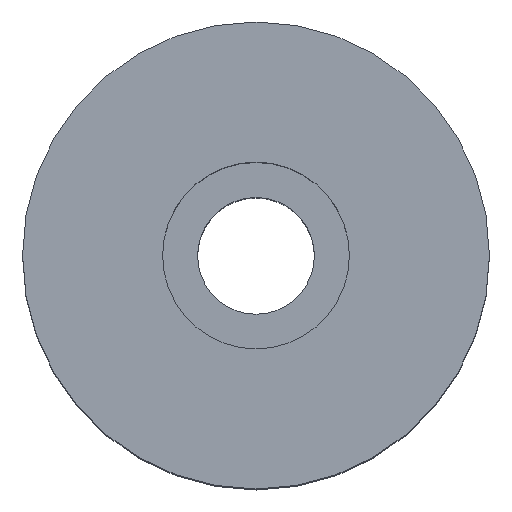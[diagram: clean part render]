
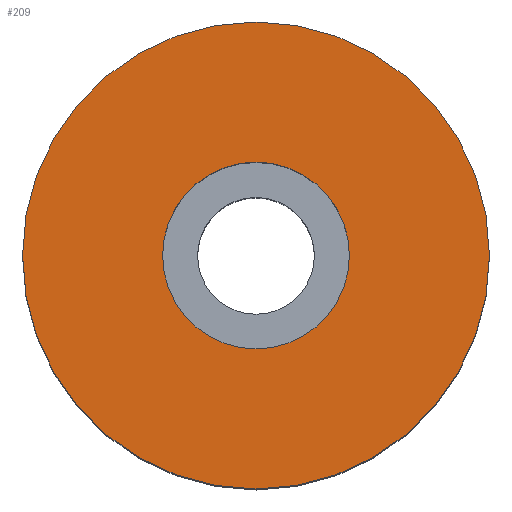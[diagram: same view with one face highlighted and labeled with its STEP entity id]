
A CAD part, top view. The second image highlights one B-rep face of the part: STEP entity #209.
In plain terms, the highlighted planar face has unit normal (0, 0, 1).
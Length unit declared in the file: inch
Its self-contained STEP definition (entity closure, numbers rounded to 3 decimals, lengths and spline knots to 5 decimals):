
#20=PLANE($,#248);
#39=FACE_BOUND($,#90,.T.);
#40=FACE_BOUND($,#91,.T.);
#90=EDGE_LOOP($,(#180));
#91=EDGE_LOOP($,(#181));
#102=CIRCLE($,#230,0.3937);
#108=CIRCLE($,#241,0.15748);
#120=VERTEX_POINT($,#349);
#126=VERTEX_POINT($,#366);
#138=EDGE_CURVE($,#120,#120,#102,.T.);
#144=EDGE_CURVE($,#126,#126,#108,.T.);
#180=ORIENTED_EDGE($,*,*,#144,.T.);
#181=ORIENTED_EDGE($,*,*,#138,.F.);
#209=ADVANCED_FACE($,(#39,#40),#20,.F.);
#230=AXIS2_PLACEMENT_3D($,#350,#284,#285);
#241=AXIS2_PLACEMENT_3D($,#367,#306,#307);
#248=AXIS2_PLACEMENT_3D($,#377,#320,#321);
#284=DIRECTION('center_axis',(0.,0.,-1.));
#285=DIRECTION('ref_axis',(-1.,0.,0.));
#306=DIRECTION('center_axis',(0.,0.,-1.));
#307=DIRECTION('ref_axis',(-1.,0.,0.));
#320=DIRECTION('center_axis',(0.,0.,-1.));
#321=DIRECTION('ref_axis',(-1.,0.,0.));
#349=CARTESIAN_POINT('',(0.3937,0.,0.98425));
#350=CARTESIAN_POINT('Origin',(0.,0.,0.98425));
#366=CARTESIAN_POINT('',(0.15748,0.,0.98425));
#367=CARTESIAN_POINT('Origin',(0.,0.,0.98425));
#377=CARTESIAN_POINT('Origin',(0.,0.,0.98425));
